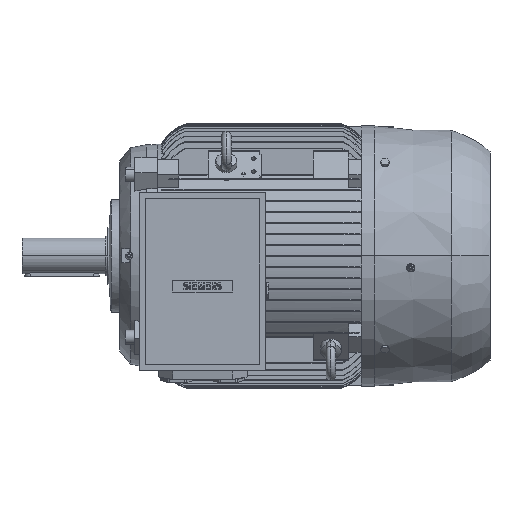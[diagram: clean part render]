
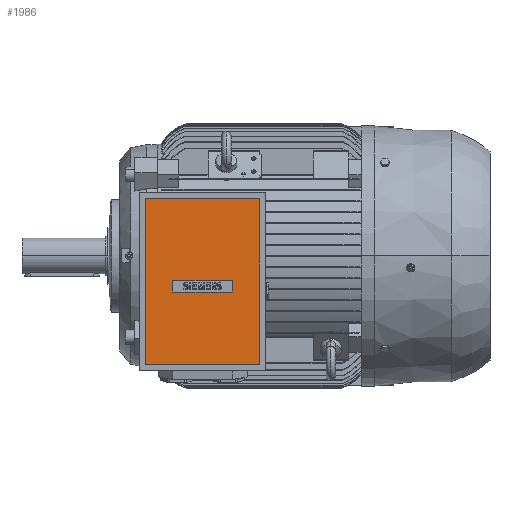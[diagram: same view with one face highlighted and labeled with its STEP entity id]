
A CAD part, top view. The second image highlights one B-rep face of the part: STEP entity #1986.
In plain terms, the highlighted planar face has unit normal (0, 0, 1).
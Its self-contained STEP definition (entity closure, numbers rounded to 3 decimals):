
#1986=ADVANCED_FACE('',(#5220,#5221),#5222,.T.);
#5220=FACE_BOUND('',#9758,.T.);
#5221=FACE_OUTER_BOUND('',#9759,.T.);
#5222=PLANE('',#9760);
#9758=EDGE_LOOP('',(#15892,#15893,#15894,#15895));
#9759=EDGE_LOOP('',(#15896,#15897,#15898,#15899));
#9760=AXIS2_PLACEMENT_3D('',#15900,#15901,#15902);
#15892=ORIENTED_EDGE('',*,*,#28819,.T.);
#15893=ORIENTED_EDGE('',*,*,#28816,.T.);
#15894=ORIENTED_EDGE('',*,*,#28813,.T.);
#15895=ORIENTED_EDGE('',*,*,#28810,.T.);
#15896=ORIENTED_EDGE('',*,*,#28971,.T.);
#15897=ORIENTED_EDGE('',*,*,#28972,.T.);
#15898=ORIENTED_EDGE('',*,*,#28973,.T.);
#15899=ORIENTED_EDGE('',*,*,#28974,.T.);
#15900=CARTESIAN_POINT('',(76.0,-43.75,364.0));
#15901=DIRECTION('',(0.0,0.0,1.0));
#15902=DIRECTION('',(0.0,-1.0,0.0));
#28810=EDGE_CURVE('',#35192,#35190,#35193,.T.);
#28813=EDGE_CURVE('',#35196,#35192,#35197,.T.);
#28816=EDGE_CURVE('',#35200,#35196,#35201,.T.);
#28819=EDGE_CURVE('',#35190,#35200,#35204,.T.);
#28971=EDGE_CURVE('',#35404,#35405,#35406,.T.);
#28972=EDGE_CURVE('',#35405,#35407,#35408,.T.);
#28973=EDGE_CURVE('',#35407,#35409,#35410,.T.);
#28974=EDGE_CURVE('',#35409,#35404,#35411,.T.);
#35190=VERTEX_POINT('',#46970);
#35192=VERTEX_POINT('',#46973);
#35193=LINE('',#46974,#46975);
#35196=VERTEX_POINT('',#46979);
#35197=LINE('',#46980,#46981);
#35200=VERTEX_POINT('',#46985);
#35201=LINE('',#46986,#46987);
#35204=LINE('',#46991,#46992);
#35404=VERTEX_POINT('',#47280);
#35405=VERTEX_POINT('',#47281);
#35406=LINE('',#47282,#47283);
#35407=VERTEX_POINT('',#47284);
#35408=LINE('',#47285,#47286);
#35409=VERTEX_POINT('',#47287);
#35410=LINE('',#47288,#47289);
#35411=LINE('',#47290,#47291);
#46970=CARTESIAN_POINT('',(126.0,-61.3,364.0));
#46973=CARTESIAN_POINT('',(126.0,-41.2,364.0));
#46974=CARTESIAN_POINT('',(126.0,-47.5,364.0));
#46975=VECTOR('',#70129,1.0);
#46979=CARTESIAN_POINT('',(26.0,-41.2,364.0));
#46980=CARTESIAN_POINT('',(76.0,-41.2,364.0));
#46981=VECTOR('',#70131,1.0);
#46985=CARTESIAN_POINT('',(26.0,-61.3,364.0));
#46986=CARTESIAN_POINT('',(26.0,-47.5,364.0));
#46987=VECTOR('',#70133,1.0);
#46991=CARTESIAN_POINT('',(76.0,-61.3,364.0));
#46992=VECTOR('',#70135,1.0);
#47280=CARTESIAN_POINT('',(-20.0,-183.5,364.0));
#47281=CARTESIAN_POINT('',(172.0,-183.5,364.0));
#47282=CARTESIAN_POINT('',(76.0,-183.5,364.0));
#47283=VECTOR('',#70257,1.0);
#47284=CARTESIAN_POINT('',(172.0,96.0,364.0));
#47285=CARTESIAN_POINT('',(172.0,-43.75,364.0));
#47286=VECTOR('',#70258,1.0);
#47287=CARTESIAN_POINT('',(-20.0,96.0,364.0));
#47288=CARTESIAN_POINT('',(76.0,96.0,364.0));
#47289=VECTOR('',#70259,1.0);
#47290=CARTESIAN_POINT('',(-20.0,-43.75,364.0));
#47291=VECTOR('',#70260,1.0);
#70129=DIRECTION('',(0.0,-1.0,0.0));
#70131=DIRECTION('',(1.0,0.0,-0.0));
#70133=DIRECTION('',(0.0,1.0,0.0));
#70135=DIRECTION('',(-1.0,0.0,0.0));
#70257=DIRECTION('',(1.0,0.0,0.0));
#70258=DIRECTION('',(0.0,1.0,0.0));
#70259=DIRECTION('',(-1.0,0.0,0.0));
#70260=DIRECTION('',(0.0,-1.0,0.0));
